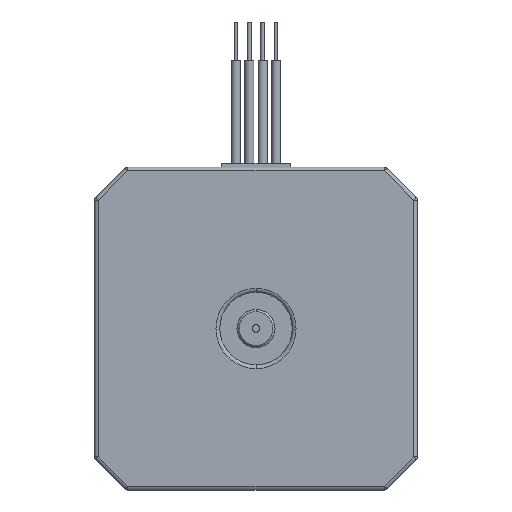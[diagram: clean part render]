
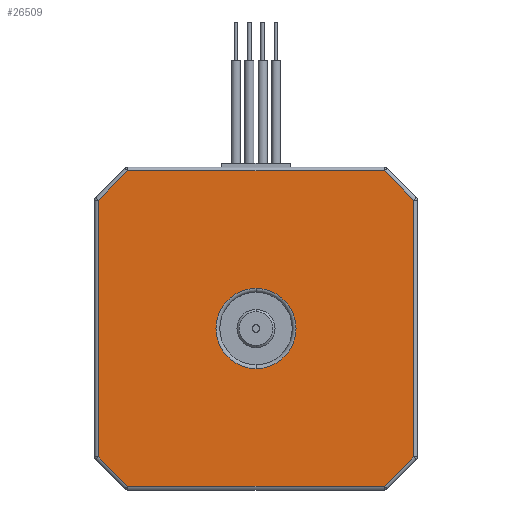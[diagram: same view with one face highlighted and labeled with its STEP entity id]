
A CAD part, front view. The second image highlights one B-rep face of the part: STEP entity #26509.
In plain terms, the highlighted planar face has unit normal (0, -1, 0).
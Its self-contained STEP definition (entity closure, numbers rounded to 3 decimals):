
#240 = CARTESIAN_POINT ( 'NONE',  ( 16.827, 0., 20.65 ) ) ;
#279 = CARTESIAN_POINT ( 'NONE',  ( 0., 0., 0. ) ) ;
#1066 = LINE ( 'NONE', #17702, #36916 ) ;
#1315 = CARTESIAN_POINT ( 'NONE',  ( -16.827, 0., 20.65 ) ) ;
#2044 = VERTEX_POINT ( 'NONE', #240 ) ;
#2060 = LINE ( 'NONE', #13607, #33603 ) ;
#2313 = CARTESIAN_POINT ( 'NONE',  ( 0., 0., -5.25 ) ) ;
#2447 = CARTESIAN_POINT ( 'NONE',  ( 20.65, 0., 17.034 ) ) ;
#3642 = VERTEX_POINT ( 'NONE', #13346 ) ;
#3755 = ORIENTED_EDGE ( 'NONE', *, *, #36820, .T. ) ;
#4487 = LINE ( 'NONE', #14987, #26961 ) ;
#4780 = LINE ( 'NONE', #2447, #23388 ) ;
#5052 = ORIENTED_EDGE ( 'NONE', *, *, #21923, .T. ) ;
#6739 = AXIS2_PLACEMENT_3D ( 'NONE', #13737, #35078, #38174 ) ;
#6805 = EDGE_CURVE ( 'NONE', #8300, #14620, #1066, .T. ) ;
#6952 = ORIENTED_EDGE ( 'NONE', *, *, #13694, .T. ) ;
#7074 = LINE ( 'NONE', #19539, #10390 ) ;
#8300 = VERTEX_POINT ( 'NONE', #33078 ) ;
#8467 = VECTOR ( 'NONE', #24228, 1000. ) ;
#8838 = DIRECTION ( 'NONE',  ( 0., 0., 1. ) ) ;
#9251 = EDGE_CURVE ( 'NONE', #19078, #8300, #7074, .T. ) ;
#10390 = VECTOR ( 'NONE', #20097, 1000. ) ;
#11505 = ORIENTED_EDGE ( 'NONE', *, *, #6805, .T. ) ;
#11854 = DIRECTION ( 'NONE',  ( 0., 0., -1. ) ) ;
#11979 = AXIS2_PLACEMENT_3D ( 'NONE', #279, #18443, #30352 ) ;
#12546 = DIRECTION ( 'NONE',  ( 0., 0., 1. ) ) ;
#12633 = EDGE_LOOP ( 'NONE', ( #20081, #14799, #27923, #3755, #27610, #11505, #26976, #23188 ) ) ;
#12972 = CIRCLE ( 'NONE', #34924, 5.25 ) ;
#13346 = CARTESIAN_POINT ( 'NONE',  ( -20.65, 0., 16.827 ) ) ;
#13607 = CARTESIAN_POINT ( 'NONE',  ( -20.796, 0., 16.68 ) ) ;
#13694 = EDGE_CURVE ( 'NONE', #39113, #32066, #12972, .T. ) ;
#13737 = CARTESIAN_POINT ( 'NONE',  ( 0., 0., 0. ) ) ;
#14594 = VERTEX_POINT ( 'NONE', #1315 ) ;
#14620 = VERTEX_POINT ( 'NONE', #31390 ) ;
#14799 = ORIENTED_EDGE ( 'NONE', *, *, #17214, .T. ) ;
#14987 = CARTESIAN_POINT ( 'NONE',  ( 20.796, 0., -16.68 ) ) ;
#16002 = EDGE_LOOP ( 'NONE', ( #5052, #6952 ) ) ;
#17214 = EDGE_CURVE ( 'NONE', #2044, #14594, #21696, .T. ) ;
#17219 = EDGE_CURVE ( 'NONE', #14620, #20501, #4487, .T. ) ;
#17702 = CARTESIAN_POINT ( 'NONE',  ( 17.034, 0., -20.65 ) ) ;
#18443 = DIRECTION ( 'NONE',  ( 0., 1., 0. ) ) ;
#19078 = VERTEX_POINT ( 'NONE', #27708 ) ;
#19539 = CARTESIAN_POINT ( 'NONE',  ( -16.68, 0., -20.796 ) ) ;
#19773 = VERTEX_POINT ( 'NONE', #36228 ) ;
#19932 = LINE ( 'NONE', #21289, #8467 ) ;
#20081 = ORIENTED_EDGE ( 'NONE', *, *, #38677, .T. ) ;
#20097 = DIRECTION ( 'NONE',  ( 0.707, 0., -0.707 ) ) ;
#20163 = FACE_BOUND ( 'NONE', #16002, .T. ) ;
#20501 = VERTEX_POINT ( 'NONE', #36986 ) ;
#21289 = CARTESIAN_POINT ( 'NONE',  ( 16.68, 0., 20.796 ) ) ;
#21345 = DIRECTION ( 'NONE',  ( 0.707, 0., 0.707 ) ) ;
#21477 = DIRECTION ( 'NONE',  ( -1., 0., 0. ) ) ;
#21557 = FACE_OUTER_BOUND ( 'NONE', #12633, .T. ) ;
#21696 = LINE ( 'NONE', #33497, #28872 ) ;
#21923 = EDGE_CURVE ( 'NONE', #32066, #39113, #31297, .T. ) ;
#23188 = ORIENTED_EDGE ( 'NONE', *, *, #29812, .T. ) ;
#23388 = VECTOR ( 'NONE', #8838, 1000. ) ;
#24228 = DIRECTION ( 'NONE',  ( -0.707, 0., 0.707 ) ) ;
#26509 = ADVANCED_FACE ( 'NONE', ( #21557, #20163 ), #36476, .F. ) ;
#26961 = VECTOR ( 'NONE', #21345, 1000. ) ;
#26976 = ORIENTED_EDGE ( 'NONE', *, *, #17219, .T. ) ;
#27610 = ORIENTED_EDGE ( 'NONE', *, *, #9251, .T. ) ;
#27708 = CARTESIAN_POINT ( 'NONE',  ( -20.65, 0., -16.827 ) ) ;
#27923 = ORIENTED_EDGE ( 'NONE', *, *, #38167, .T. ) ;
#28872 = VECTOR ( 'NONE', #21477, 1000. ) ;
#29812 = EDGE_CURVE ( 'NONE', #20501, #19773, #4780, .T. ) ;
#30161 = CARTESIAN_POINT ( 'NONE',  ( -20.65, 0., 0. ) ) ;
#30352 = DIRECTION ( 'NONE',  ( 0., 0., 1. ) ) ;
#30471 = CARTESIAN_POINT ( 'NONE',  ( 0., 0., 0. ) ) ;
#30976 = LINE ( 'NONE', #30161, #36712 ) ;
#31297 = CIRCLE ( 'NONE', #6739, 5.25 ) ;
#31390 = CARTESIAN_POINT ( 'NONE',  ( 16.827, 0., -20.65 ) ) ;
#32066 = VERTEX_POINT ( 'NONE', #39306 ) ;
#33078 = CARTESIAN_POINT ( 'NONE',  ( -16.827, 0., -20.65 ) ) ;
#33497 = CARTESIAN_POINT ( 'NONE',  ( 0., 0., 20.65 ) ) ;
#33603 = VECTOR ( 'NONE', #38050, 1000. ) ;
#33653 = DIRECTION ( 'NONE',  ( 0., 1., 0. ) ) ;
#34924 = AXIS2_PLACEMENT_3D ( 'NONE', #30471, #33653, #12546 ) ;
#35078 = DIRECTION ( 'NONE',  ( 0., 1., 0. ) ) ;
#36228 = CARTESIAN_POINT ( 'NONE',  ( 20.65, 0., 16.827 ) ) ;
#36476 = PLANE ( 'NONE',  #11979 ) ;
#36712 = VECTOR ( 'NONE', #11854, 1000. ) ;
#36820 = EDGE_CURVE ( 'NONE', #3642, #19078, #30976, .T. ) ;
#36916 = VECTOR ( 'NONE', #39072, 1000. ) ;
#36986 = CARTESIAN_POINT ( 'NONE',  ( 20.65, 0., -16.827 ) ) ;
#38050 = DIRECTION ( 'NONE',  ( -0.707, 0., -0.707 ) ) ;
#38167 = EDGE_CURVE ( 'NONE', #14594, #3642, #2060, .T. ) ;
#38174 = DIRECTION ( 'NONE',  ( 0., 0., 1. ) ) ;
#38677 = EDGE_CURVE ( 'NONE', #19773, #2044, #19932, .T. ) ;
#39072 = DIRECTION ( 'NONE',  ( 1., 0., 0. ) ) ;
#39113 = VERTEX_POINT ( 'NONE', #2313 ) ;
#39306 = CARTESIAN_POINT ( 'NONE',  ( 0., 0., 5.25 ) ) ;
